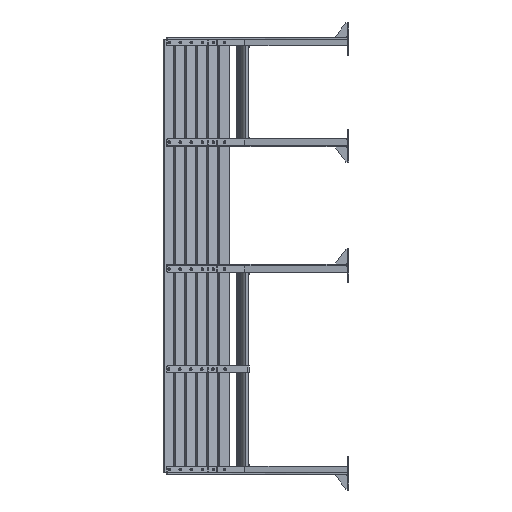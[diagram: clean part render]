
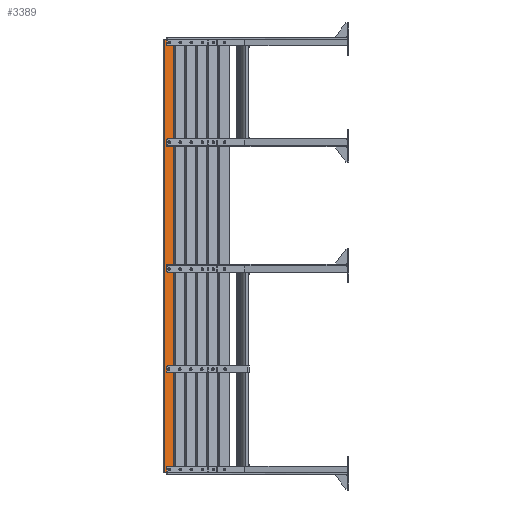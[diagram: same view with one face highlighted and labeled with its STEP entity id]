
A CAD part, left-side view. The second image highlights one B-rep face of the part: STEP entity #3389.
In plain terms, the highlighted face is planar.
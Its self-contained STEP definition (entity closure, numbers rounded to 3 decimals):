
#75 = LINE ( 'NONE', #5306, #28802 ) ;
#1288 = VECTOR ( 'NONE', #30484, 1000. ) ;
#1656 = CARTESIAN_POINT ( 'NONE',  ( -20., -30., 2584. ) ) ;
#1663 = FACE_OUTER_BOUND ( 'NONE', #4010, .T. ) ;
#2089 = VERTEX_POINT ( 'NONE', #1656 ) ;
#2112 = LINE ( 'NONE', #4187, #1288 ) ;
#3172 = EDGE_CURVE ( 'NONE', #24255, #12311, #12315, .T. ) ;
#3389 = ADVANCED_FACE ( 'NONE', ( #1663 ), #4213, .F. ) ;
#3519 = EDGE_CURVE ( 'NONE', #2089, #6446, #75, .T. ) ;
#4010 = EDGE_LOOP ( 'NONE', ( #24280, #12233, #30231, #7047 ) ) ;
#4187 = CARTESIAN_POINT ( 'NONE',  ( -20., -30., 0. ) ) ;
#4213 = PLANE ( 'NONE',  #30886 ) ;
#5306 = CARTESIAN_POINT ( 'NONE',  ( -20., -30., 2584. ) ) ;
#5581 = DIRECTION ( 'NONE',  ( 0., -1., 0. ) ) ;
#6178 = CARTESIAN_POINT ( 'NONE',  ( -20., -30., 0. ) ) ;
#6446 = VERTEX_POINT ( 'NONE', #6178 ) ;
#7047 = ORIENTED_EDGE ( 'NONE', *, *, #3172, .T. ) ;
#7522 = DIRECTION ( 'NONE',  ( 0., 0., -1. ) ) ;
#8968 = CARTESIAN_POINT ( 'NONE',  ( -20., -30., 2584. ) ) ;
#9947 = CARTESIAN_POINT ( 'NONE',  ( -20., 30., 2584. ) ) ;
#11332 = DIRECTION ( 'NONE',  ( 1., 0., 0. ) ) ;
#12233 = ORIENTED_EDGE ( 'NONE', *, *, #3519, .F. ) ;
#12311 = VERTEX_POINT ( 'NONE', #26200 ) ;
#12315 = LINE ( 'NONE', #9947, #19748 ) ;
#13870 = DIRECTION ( 'NONE',  ( 0., 0., -1. ) ) ;
#15554 = CARTESIAN_POINT ( 'NONE',  ( -20., -30., 2584. ) ) ;
#17458 = LINE ( 'NONE', #15554, #24106 ) ;
#19328 = CARTESIAN_POINT ( 'NONE',  ( -20., 30., 2584. ) ) ;
#19748 = VECTOR ( 'NONE', #21956, 1000. ) ;
#21956 = DIRECTION ( 'NONE',  ( 0., 0., -1. ) ) ;
#23593 = EDGE_CURVE ( 'NONE', #12311, #6446, #2112, .T. ) ;
#24106 = VECTOR ( 'NONE', #5581, 1000. ) ;
#24255 = VERTEX_POINT ( 'NONE', #19328 ) ;
#24280 = ORIENTED_EDGE ( 'NONE', *, *, #23593, .T. ) ;
#26200 = CARTESIAN_POINT ( 'NONE',  ( -20., 30., 0. ) ) ;
#28802 = VECTOR ( 'NONE', #7522, 1000. ) ;
#29817 = EDGE_CURVE ( 'NONE', #24255, #2089, #17458, .T. ) ;
#30231 = ORIENTED_EDGE ( 'NONE', *, *, #29817, .F. ) ;
#30484 = DIRECTION ( 'NONE',  ( 0., -1., 0. ) ) ;
#30886 = AXIS2_PLACEMENT_3D ( 'NONE', #8968, #11332, #13870 ) ;
